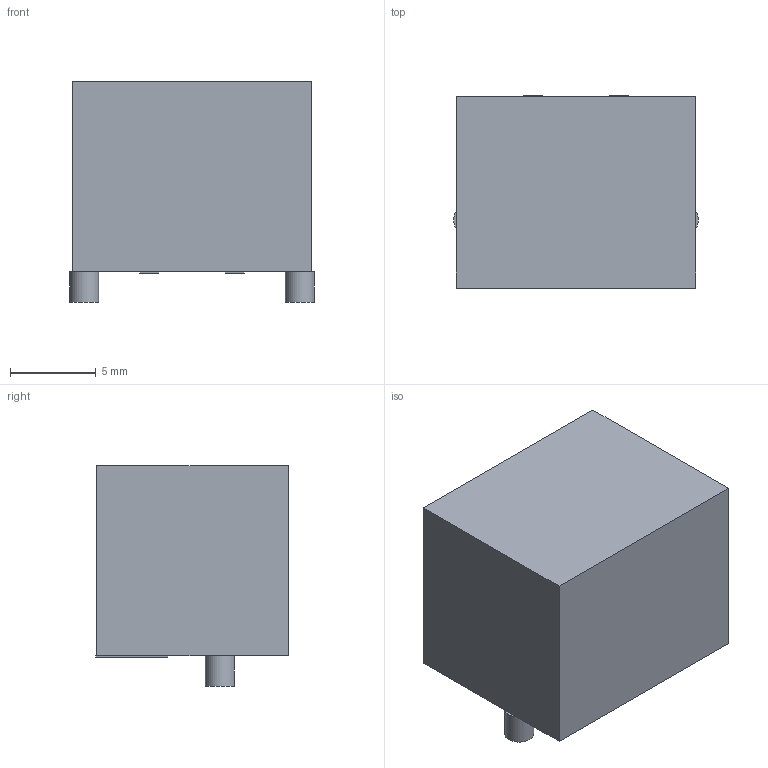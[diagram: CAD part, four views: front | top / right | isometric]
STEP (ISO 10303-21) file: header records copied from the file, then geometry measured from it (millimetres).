
FILE_DESCRIPTION(('FreeCAD Model'),'2;1');
FILE_NAME('789216.3.3.stp','2020-06-08T11:18:01',( 'Author'),(''),'Open CASCADE STEP processor 6.9','FreeCAD','Unknown' );
FILE_SCHEMA(('AUTOMOTIVE_DESIGN { 1 0 10303 214 1 1 1 1 }'));
Length unit declared in the file: millimetre
Products named in the file (4): ASSEMBLY; Body; Pins; Lugs
Assembly tree (4 placements, depth 2):
  ASSEMBLY
    Body
    Pins
    Lugs  x2
Bounding box: 14.3 x 11.26 x 12.9 mm (x, y, z)
Volume: 1757.8 mm3; surface area: 950.7 mm2
Topology: 7 solids, 7 shells, 30 faces, 48 edges, 32 vertices
Faces by surface type: plane 26, cylinder 4
Full cylindrical faces by diameter (mm): 1.7 x4
Entity records: 1230 total; most frequent: DIRECTION 188, CARTESIAN_POINT 183, LINE 118, VECTOR 118, ORIENTED_EDGE 84, PCURVE 84, DEFINITIONAL_REPRESENTATION 84, EDGE_CURVE 42
